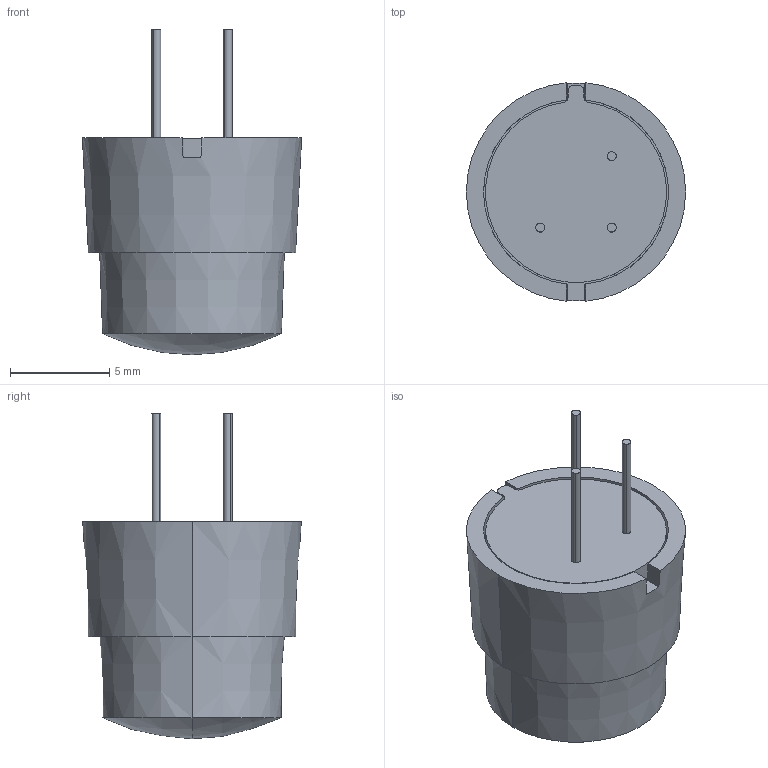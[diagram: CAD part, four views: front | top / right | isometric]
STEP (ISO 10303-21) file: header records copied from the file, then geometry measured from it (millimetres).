
FILE_DESCRIPTION (( 'STEP AP203' ), '1' );
FILE_NAME ('PaPIRs Low profile standard detection type (tentative).STEP', '2018-11-20T03:28:21', ( '' ), ( '' ), 'SwSTEP 2.0', 'SolidWorks 2014', '' );
FILE_SCHEMA (( 'CONFIG_CONTROL_DESIGN' ));
Length unit declared in the file: millimetre
Products named in the file (3): stem_蹬怮椔; PaPIRs Low profile standard detection type (tentative)_蹬怮椔; PaPIRs Low profile standard detection type (tentative)
Assembly tree (2 placements, depth 2):
  PaPIRs Low profile standard detection type (tentative)
    PaPIRs Low profile standard detection type (tentative)_蹬怮椔
    stem_蹬怮椔
Bounding box: 11.03 x 10.98 x 16.37 mm (x, y, z)
Volume: 820.2 mm3; surface area: 705.5 mm2
Topology: 5 solids, 5 shells, 44 faces, 97 edges, 65 vertices
Faces by surface type: plane 20, cylinder 18, cone 4, sphere 2
Entity records: 1544 total; most frequent: DIRECTION 239, CARTESIAN_POINT 235, ORIENTED_EDGE 194, AXIS2_PLACEMENT_3D 101, EDGE_CURVE 97, VERTEX_POINT 65, CIRCLE 52, EDGE_LOOP 46
